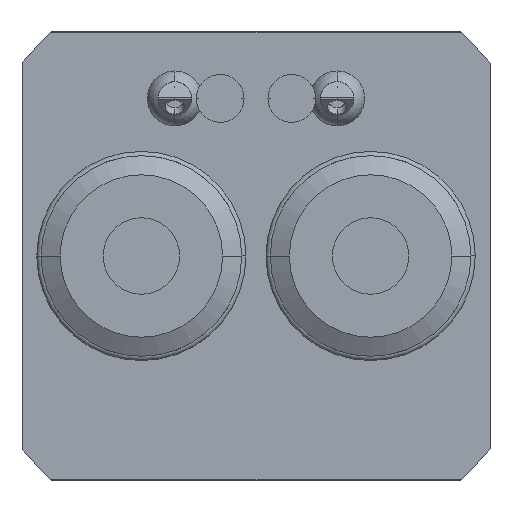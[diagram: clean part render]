
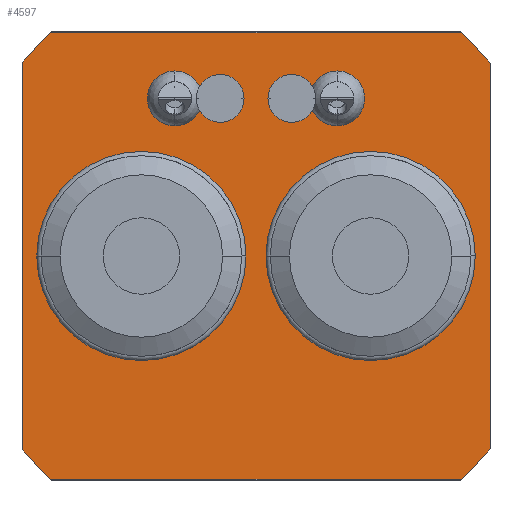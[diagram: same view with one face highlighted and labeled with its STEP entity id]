
A CAD part, left-side view. The second image highlights one B-rep face of the part: STEP entity #4597.
In plain terms, the highlighted planar face has unit normal (-1, 0, 0).
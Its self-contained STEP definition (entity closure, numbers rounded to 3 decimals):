
#357=DIRECTION('',(0.,1.,0.));
#358=VECTOR('',#357,85.946);
#359=CARTESIAN_POINT('',(-63.5,-42.973,46.75));
#360=LINE('',#359,#358);
#361=CARTESIAN_POINT('',(-63.5,0.,0.));
#362=DIRECTION('',(1.,0.,0.));
#363=DIRECTION('',(0.,-0.677,0.736));
#364=AXIS2_PLACEMENT_3D('',#361,#362,#363);
#366=DIRECTION('',(0.,0.,-1.));
#367=VECTOR('',#366,80.777);
#368=CARTESIAN_POINT('',(-63.5,-49.,40.389));
#369=LINE('',#368,#367);
#370=CARTESIAN_POINT('',(-63.5,0.,0.));
#371=DIRECTION('',(1.,0.,0.));
#372=DIRECTION('',(0.,-0.772,-0.636));
#373=AXIS2_PLACEMENT_3D('',#370,#371,#372);
#375=DIRECTION('',(0.,1.,0.));
#376=VECTOR('',#375,85.946);
#377=CARTESIAN_POINT('',(-63.5,-42.973,-46.75));
#378=LINE('',#377,#376);
#379=CARTESIAN_POINT('',(-63.5,0.,0.));
#380=DIRECTION('',(1.,0.,0.));
#381=DIRECTION('',(0.,0.677,-0.736));
#382=AXIS2_PLACEMENT_3D('',#379,#380,#381);
#384=DIRECTION('',(0.,0.,1.));
#385=VECTOR('',#384,80.777);
#386=CARTESIAN_POINT('',(-63.5,49.,-40.389));
#387=LINE('',#386,#385);
#388=CARTESIAN_POINT('',(-63.5,0.,0.));
#389=DIRECTION('',(1.,0.,0.));
#390=DIRECTION('',(0.,0.772,0.636));
#391=AXIS2_PLACEMENT_3D('',#388,#389,#390);
#393=CARTESIAN_POINT('',(-63.5,-24.,0.));
#394=DIRECTION('',(-1.,0.,0.));
#395=DIRECTION('',(0.,1.,0.));
#396=AXIS2_PLACEMENT_3D('',#393,#394,#395);
#398=CARTESIAN_POINT('',(-63.5,-24.,0.));
#399=DIRECTION('',(-1.,0.,0.));
#400=DIRECTION('',(0.,-1.,0.));
#401=AXIS2_PLACEMENT_3D('',#398,#399,#400);
#403=CARTESIAN_POINT('',(-63.5,24.,0.));
#404=DIRECTION('',(-1.,0.,0.));
#405=DIRECTION('',(0.,1.,0.));
#406=AXIS2_PLACEMENT_3D('',#403,#404,#405);
#408=CARTESIAN_POINT('',(-63.5,24.,0.));
#409=DIRECTION('',(-1.,0.,0.));
#410=DIRECTION('',(0.,-1.,0.));
#411=AXIS2_PLACEMENT_3D('',#408,#409,#410);
#413=CARTESIAN_POINT('',(-63.5,17.,33.));
#414=DIRECTION('',(1.,0.,0.));
#415=DIRECTION('',(0.,0.,-1.));
#416=AXIS2_PLACEMENT_3D('',#413,#414,#415);
#418=CARTESIAN_POINT('',(-63.5,17.,33.));
#419=DIRECTION('',(1.,0.,0.));
#420=DIRECTION('',(0.,0.,1.));
#421=AXIS2_PLACEMENT_3D('',#418,#419,#420);
#423=CARTESIAN_POINT('',(-63.5,-17.,33.));
#424=DIRECTION('',(1.,0.,0.));
#425=DIRECTION('',(0.,0.,-1.));
#426=AXIS2_PLACEMENT_3D('',#423,#424,#425);
#428=CARTESIAN_POINT('',(-63.5,-17.,33.));
#429=DIRECTION('',(1.,0.,0.));
#430=DIRECTION('',(0.,0.,1.));
#431=AXIS2_PLACEMENT_3D('',#428,#429,#430);
#433=CARTESIAN_POINT('',(-63.5,7.5,33.));
#434=DIRECTION('',(1.,0.,0.));
#435=DIRECTION('',(0.,1.,0.));
#436=AXIS2_PLACEMENT_3D('',#433,#434,#435);
#438=CARTESIAN_POINT('',(-63.5,7.5,33.));
#439=DIRECTION('',(1.,0.,0.));
#440=DIRECTION('',(0.,-1.,0.));
#441=AXIS2_PLACEMENT_3D('',#438,#439,#440);
#443=CARTESIAN_POINT('',(-63.5,-7.5,33.));
#444=DIRECTION('',(1.,0.,0.));
#445=DIRECTION('',(0.,1.,0.));
#446=AXIS2_PLACEMENT_3D('',#443,#444,#445);
#448=CARTESIAN_POINT('',(-63.5,-7.5,33.));
#449=DIRECTION('',(1.,0.,0.));
#450=DIRECTION('',(0.,-1.,0.));
#451=AXIS2_PLACEMENT_3D('',#448,#449,#450);
#3559=CARTESIAN_POINT('',(-63.5,-49.,40.389));
#3560=CARTESIAN_POINT('',(-63.5,-49.,-40.389));
#3561=VERTEX_POINT('',#3559);
#3562=VERTEX_POINT('',#3560);
#3563=CARTESIAN_POINT('',(-63.5,49.,-40.389));
#3564=CARTESIAN_POINT('',(-63.5,49.,40.389));
#3565=VERTEX_POINT('',#3563);
#3566=VERTEX_POINT('',#3564);
#3591=CARTESIAN_POINT('',(-63.5,-42.973,46.75));
#3592=CARTESIAN_POINT('',(-63.5,42.973,46.75));
#3593=VERTEX_POINT('',#3591);
#3594=VERTEX_POINT('',#3592);
#3595=CARTESIAN_POINT('',(-63.5,-42.973,-46.75));
#3596=CARTESIAN_POINT('',(-63.5,42.973,-46.75));
#3597=VERTEX_POINT('',#3595);
#3598=VERTEX_POINT('',#3596);
#3715=CARTESIAN_POINT('',(-63.5,-2.75,0.));
#3716=CARTESIAN_POINT('',(-63.5,-45.25,0.));
#3717=VERTEX_POINT('',#3715);
#3718=VERTEX_POINT('',#3716);
#3835=CARTESIAN_POINT('',(-63.5,45.25,0.));
#3836=CARTESIAN_POINT('',(-63.5,2.75,0.));
#3837=VERTEX_POINT('',#3835);
#3838=VERTEX_POINT('',#3836);
#3946=CARTESIAN_POINT('',(-63.5,17.,27.246));
#3947=CARTESIAN_POINT('',(-63.5,17.,38.754));
#3948=VERTEX_POINT('',#3946);
#3949=VERTEX_POINT('',#3947);
#3997=CARTESIAN_POINT('',(-63.5,-17.,27.246));
#3998=CARTESIAN_POINT('',(-63.5,-17.,38.754));
#3999=VERTEX_POINT('',#3997);
#4000=VERTEX_POINT('',#3998);
#4013=CARTESIAN_POINT('',(-63.5,10.2,33.));
#4014=CARTESIAN_POINT('',(-63.5,4.8,33.));
#4015=VERTEX_POINT('',#4013);
#4016=VERTEX_POINT('',#4014);
#4025=CARTESIAN_POINT('',(-63.5,-4.8,33.));
#4026=CARTESIAN_POINT('',(-63.5,-10.2,33.));
#4027=VERTEX_POINT('',#4025);
#4028=VERTEX_POINT('',#4026);
#4543=CARTESIAN_POINT('',(-63.5,0.,0.));
#4544=DIRECTION('',(1.,0.,0.));
#4545=DIRECTION('',(0.,0.,-1.));
#4546=AXIS2_PLACEMENT_3D('',#4543,#4544,#4545);
#4547=PLANE('',#4546);
#4549=ORIENTED_EDGE('',*,*,#4548,.F.);
#4550=ORIENTED_EDGE('',*,*,#4479,.T.);
#4551=ORIENTED_EDGE('',*,*,#4537,.T.);
#4552=ORIENTED_EDGE('',*,*,#4215,.T.);
#4554=ORIENTED_EDGE('',*,*,#4553,.T.);
#4555=ORIENTED_EDGE('',*,*,#4316,.T.);
#4557=ORIENTED_EDGE('',*,*,#4556,.T.);
#4558=ORIENTED_EDGE('',*,*,#4380,.T.);
#4559=EDGE_LOOP('',(#4549,#4550,#4551,#4552,#4554,#4555,#4557,#4558));
#4560=FACE_OUTER_BOUND('',#4559,.F.);
#4562=ORIENTED_EDGE('',*,*,#4561,.T.);
#4564=ORIENTED_EDGE('',*,*,#4563,.T.);
#4565=EDGE_LOOP('',(#4562,#4564));
#4566=FACE_BOUND('',#4565,.F.);
#4568=ORIENTED_EDGE('',*,*,#4567,.T.);
#4570=ORIENTED_EDGE('',*,*,#4569,.T.);
#4571=EDGE_LOOP('',(#4568,#4570));
#4572=FACE_BOUND('',#4571,.F.);
#4574=ORIENTED_EDGE('',*,*,#4573,.F.);
#4576=ORIENTED_EDGE('',*,*,#4575,.F.);
#4577=EDGE_LOOP('',(#4574,#4576));
#4578=FACE_BOUND('',#4577,.F.);
#4580=ORIENTED_EDGE('',*,*,#4579,.F.);
#4582=ORIENTED_EDGE('',*,*,#4581,.F.);
#4583=EDGE_LOOP('',(#4580,#4582));
#4584=FACE_BOUND('',#4583,.F.);
#4586=ORIENTED_EDGE('',*,*,#4585,.F.);
#4588=ORIENTED_EDGE('',*,*,#4587,.F.);
#4589=EDGE_LOOP('',(#4586,#4588));
#4590=FACE_BOUND('',#4589,.F.);
#4592=ORIENTED_EDGE('',*,*,#4591,.F.);
#4594=ORIENTED_EDGE('',*,*,#4593,.F.);
#4595=EDGE_LOOP('',(#4592,#4594));
#4596=FACE_BOUND('',#4595,.F.);
#4597=ADVANCED_FACE('',(#4560,#4566,#4572,#4578,#4584,#4590,#4596),#4547,.F.);
#365=CIRCLE('',#364,63.5);
#374=CIRCLE('',#373,63.5);
#383=CIRCLE('',#382,63.5);
#392=CIRCLE('',#391,63.5);
#397=CIRCLE('',#396,21.25);
#402=CIRCLE('',#401,21.25);
#407=CIRCLE('',#406,21.25);
#412=CIRCLE('',#411,21.25);
#417=CIRCLE('',#416,5.754);
#422=CIRCLE('',#421,5.754);
#427=CIRCLE('',#426,5.754);
#432=CIRCLE('',#431,5.754);
#437=CIRCLE('',#436,2.7);
#442=CIRCLE('',#441,2.7);
#447=CIRCLE('',#446,2.7);
#452=CIRCLE('',#451,2.7);
#4215=EDGE_CURVE('',#3562,#3597,#374,.T.);
#4316=EDGE_CURVE('',#3598,#3565,#383,.T.);
#4380=EDGE_CURVE('',#3566,#3594,#392,.T.);
#4479=EDGE_CURVE('',#3593,#3561,#365,.T.);
#4537=EDGE_CURVE('',#3561,#3562,#369,.T.);
#4548=EDGE_CURVE('',#3593,#3594,#360,.T.);
#4553=EDGE_CURVE('',#3597,#3598,#378,.T.);
#4556=EDGE_CURVE('',#3565,#3566,#387,.T.);
#4561=EDGE_CURVE('',#3717,#3718,#397,.T.);
#4563=EDGE_CURVE('',#3718,#3717,#402,.T.);
#4567=EDGE_CURVE('',#3837,#3838,#407,.T.);
#4569=EDGE_CURVE('',#3838,#3837,#412,.T.);
#4573=EDGE_CURVE('',#3948,#3949,#417,.T.);
#4575=EDGE_CURVE('',#3949,#3948,#422,.T.);
#4579=EDGE_CURVE('',#3999,#4000,#427,.T.);
#4581=EDGE_CURVE('',#4000,#3999,#432,.T.);
#4585=EDGE_CURVE('',#4015,#4016,#437,.T.);
#4587=EDGE_CURVE('',#4016,#4015,#442,.T.);
#4591=EDGE_CURVE('',#4027,#4028,#447,.T.);
#4593=EDGE_CURVE('',#4028,#4027,#452,.T.);
